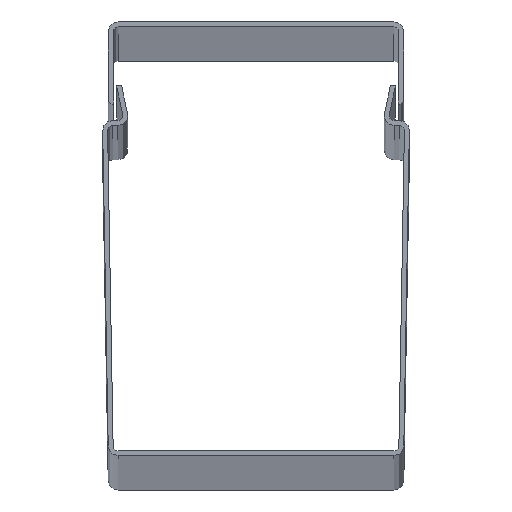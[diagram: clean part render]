
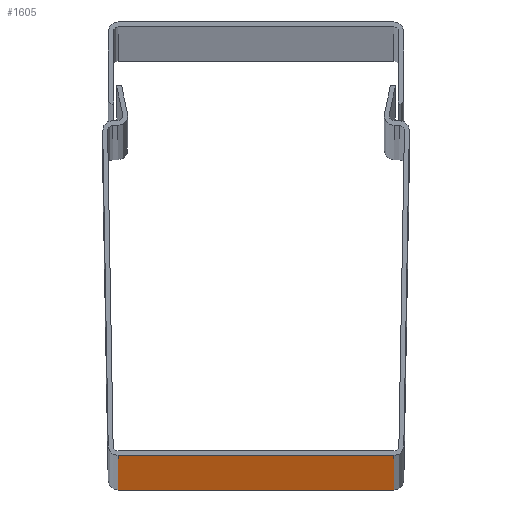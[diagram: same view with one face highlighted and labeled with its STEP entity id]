
A CAD part, top view. The second image highlights one B-rep face of the part: STEP entity #1605.
In plain terms, the highlighted planar face has unit normal (0, -1, 0).
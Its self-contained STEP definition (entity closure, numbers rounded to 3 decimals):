
#27 = LINE ( 'NONE', #349, #387 ) ;
#30 = DIRECTION ( 'NONE',  ( 1., 0., 0. ) ) ;
#38 = CARTESIAN_POINT ( 'NONE',  ( 14., 0., 2000. ) ) ;
#49 = DIRECTION ( 'NONE',  ( 0., 0., -1. ) ) ;
#123 = CARTESIAN_POINT ( 'NONE',  ( -14., 0., 0. ) ) ;
#140 = EDGE_CURVE ( 'NONE', #956, #713, #1379, .T. ) ;
#174 = FACE_OUTER_BOUND ( 'NONE', #660, .T. ) ;
#175 = LINE ( 'NONE', #1003, #873 ) ;
#209 = ORIENTED_EDGE ( 'NONE', *, *, #140, .T. ) ;
#211 = DIRECTION ( 'NONE',  ( 0., 1., 0. ) ) ;
#216 = LINE ( 'NONE', #38, #633 ) ;
#349 = CARTESIAN_POINT ( 'NONE',  ( -14., 0., 2000. ) ) ;
#356 = CARTESIAN_POINT ( 'NONE',  ( 14., 0., 2000. ) ) ;
#387 = VECTOR ( 'NONE', #49, 1000. ) ;
#394 = CARTESIAN_POINT ( 'NONE',  ( -14., 0., 2000. ) ) ;
#504 = CARTESIAN_POINT ( 'NONE',  ( 14., 0., 2000. ) ) ;
#528 = ORIENTED_EDGE ( 'NONE', *, *, #1392, .T. ) ;
#543 = EDGE_CURVE ( 'NONE', #980, #813, #216, .T. ) ;
#591 = EDGE_CURVE ( 'NONE', #813, #713, #175, .T. ) ;
#633 = VECTOR ( 'NONE', #30, 1000. ) ;
#660 = EDGE_LOOP ( 'NONE', ( #209, #1065, #1211, #528 ) ) ;
#703 = DIRECTION ( 'NONE',  ( 0., 0., -1. ) ) ;
#713 = VERTEX_POINT ( 'NONE', #1763 ) ;
#813 = VERTEX_POINT ( 'NONE', #504 ) ;
#870 = DIRECTION ( 'NONE',  ( 1., 0., 0. ) ) ;
#873 = VECTOR ( 'NONE', #703, 1000. ) ;
#905 = DIRECTION ( 'NONE',  ( 0., 0., 1. ) ) ;
#929 = VECTOR ( 'NONE', #870, 1000. ) ;
#933 = PLANE ( 'NONE',  #1722 ) ;
#956 = VERTEX_POINT ( 'NONE', #123 ) ;
#980 = VERTEX_POINT ( 'NONE', #394 ) ;
#1003 = CARTESIAN_POINT ( 'NONE',  ( 14., 0., 2000. ) ) ;
#1023 = CARTESIAN_POINT ( 'NONE',  ( 14., 0., 0. ) ) ;
#1065 = ORIENTED_EDGE ( 'NONE', *, *, #591, .F. ) ;
#1211 = ORIENTED_EDGE ( 'NONE', *, *, #543, .F. ) ;
#1379 = LINE ( 'NONE', #1023, #929 ) ;
#1392 = EDGE_CURVE ( 'NONE', #980, #956, #27, .T. ) ;
#1605 = ADVANCED_FACE ( 'NONE', ( #174 ), #933, .F. ) ;
#1722 = AXIS2_PLACEMENT_3D ( 'NONE', #356, #211, #905 ) ;
#1763 = CARTESIAN_POINT ( 'NONE',  ( 14., 0., 0. ) ) ;
